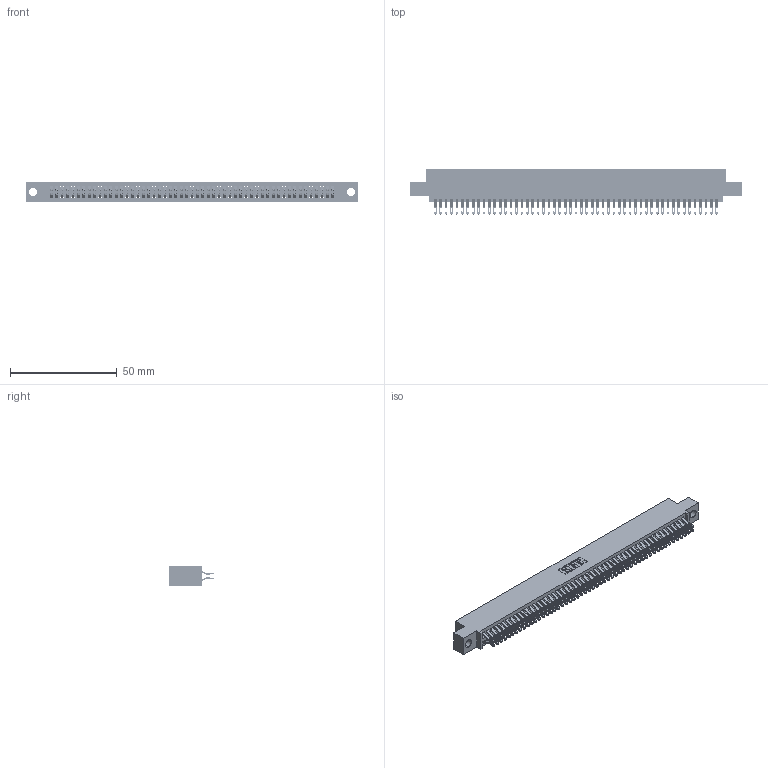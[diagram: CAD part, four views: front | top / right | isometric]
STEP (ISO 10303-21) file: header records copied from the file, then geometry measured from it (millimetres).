
FILE_DESCRIPTION (( 'STEP AP203' ), '1' );
FILE_NAME ('345-106-555-504.STEP', '2021-05-21T14:11:01', ( '' ), ( '' ), 'SwSTEP 2.0', 'SolidWorks 2020', '' );
FILE_SCHEMA (( 'CONFIG_CONTROL_DESIGN' ));
Length unit declared in the file: inch
Products named in the file (3): 345-292-001_555 Tail; 345-106-555-504; 345 Part_0.110 Offset - 0.156 Dia-TI
Assembly tree (107 placements, depth 2):
  345-106-555-504
    345 Part_0.110 Offset - 0.156 Dia-TI
    345-292-001_555 Tail  x106
Bounding box: 155.83 x 21.13 x 9.4 mm (x, y, z)
Volume: 15367.6 mm3; surface area: 23942.8 mm2
Topology: 107 solids, 107 shells, 6080 faces, 19151 edges, 12766 vertices
Faces by surface type: plane 3384, cylinder 2696
Entity records: 40981 total; most frequent: CARTESIAN_POINT 6900, ORIENTED_EDGE 6802, DIRECTION 6037, EDGE_CURVE 3401, VECTOR 3037, LINE 3037, VERTEX_POINT 2266, AXIS2_PLACEMENT_3D 1500
